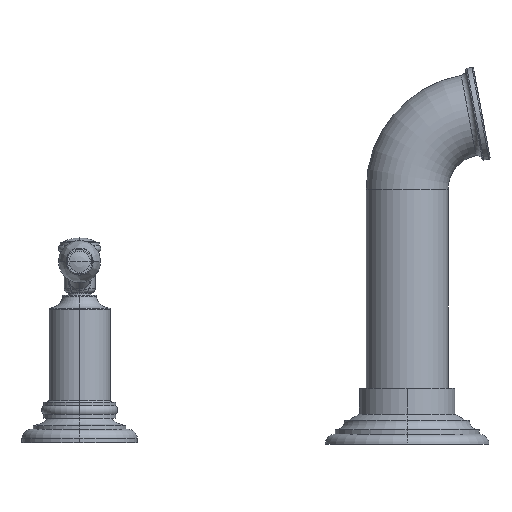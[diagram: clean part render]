
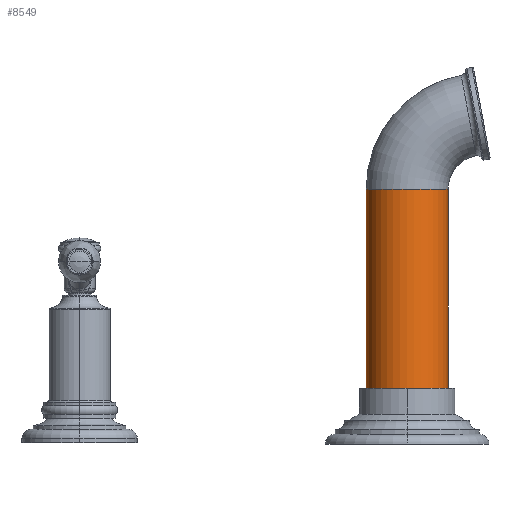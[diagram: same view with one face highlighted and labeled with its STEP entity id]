
A CAD part, left-side view. The second image highlights one B-rep face of the part: STEP entity #8549.
In plain terms, the highlighted cylindrical face has radius 19.05 mm (diameter 38.1 mm), a partial arc.
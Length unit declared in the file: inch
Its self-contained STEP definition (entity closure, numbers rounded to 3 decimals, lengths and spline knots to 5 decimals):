
#7937=CARTESIAN_POINT('',(0.,0.,1.));
#7938=DIRECTION('',(0.,0.,1.));
#7939=DIRECTION('',(0.,1.,0.));
#7940=AXIS2_PLACEMENT_3D('',#7937,#7938,#7939);
#7945=DIRECTION('',(0.,0.,1.));
#7946=VECTOR('',#7945,3.64505);
#7947=CARTESIAN_POINT('',(0.,0.75,1.));
#7948=LINE('',#7947,#7946);
#7960=DIRECTION('',(0.,0.,1.));
#7961=VECTOR('',#7960,3.64505);
#7962=CARTESIAN_POINT('',(0.,-0.75,1.));
#7963=LINE('',#7962,#7961);
#8007=CARTESIAN_POINT('',(0.,0.,4.64505));
#8008=DIRECTION('',(0.,0.,1.));
#8009=DIRECTION('',(0.,1.,0.));
#8010=AXIS2_PLACEMENT_3D('',#8007,#8008,#8009);
#8249=CARTESIAN_POINT('',(0.,0.75,4.64505));
#8250=CARTESIAN_POINT('',(0.,-0.75,4.64505));
#8251=VERTEX_POINT('',#8249);
#8252=VERTEX_POINT('',#8250);
#8309=CARTESIAN_POINT('',(0.,0.75,1.));
#8310=CARTESIAN_POINT('',(0.,-0.75,1.));
#8311=VERTEX_POINT('',#8309);
#8312=VERTEX_POINT('',#8310);
#8535=CARTESIAN_POINT('',(0.,0.,0.));
#8536=DIRECTION('',(0.,0.,1.));
#8537=DIRECTION('',(0.,1.,0.));
#8538=AXIS2_PLACEMENT_3D('',#8535,#8536,#8537);
#8539=CYLINDRICAL_SURFACE('',#8538,0.75);
#8540=ORIENTED_EDGE('',*,*,#8521,.F.);
#8542=ORIENTED_EDGE('',*,*,#8541,.T.);
#8544=ORIENTED_EDGE('',*,*,#8543,.T.);
#8546=ORIENTED_EDGE('',*,*,#8545,.F.);
#8547=EDGE_LOOP('',(#8540,#8542,#8544,#8546));
#8548=FACE_OUTER_BOUND('',#8547,.F.);
#7941=CIRCLE('',#7940,0.75);
#8011=CIRCLE('',#8010,0.75);
#8521=EDGE_CURVE('',#8311,#8312,#7941,.T.);
#8541=EDGE_CURVE('',#8311,#8251,#7948,.T.);
#8543=EDGE_CURVE('',#8251,#8252,#8011,.T.);
#8545=EDGE_CURVE('',#8312,#8252,#7963,.T.);
#8549=ADVANCED_FACE('',(#8548),#8539,.T.);
